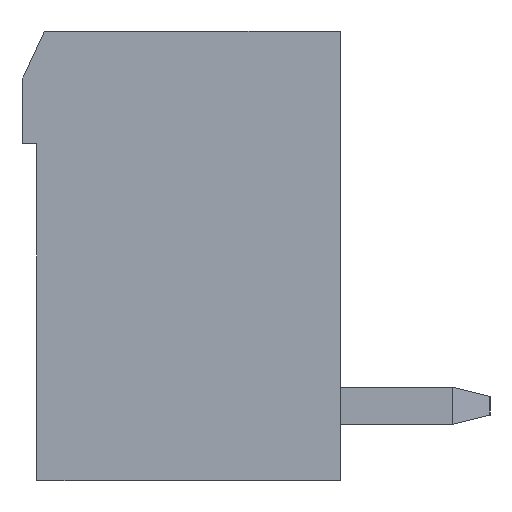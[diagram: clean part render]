
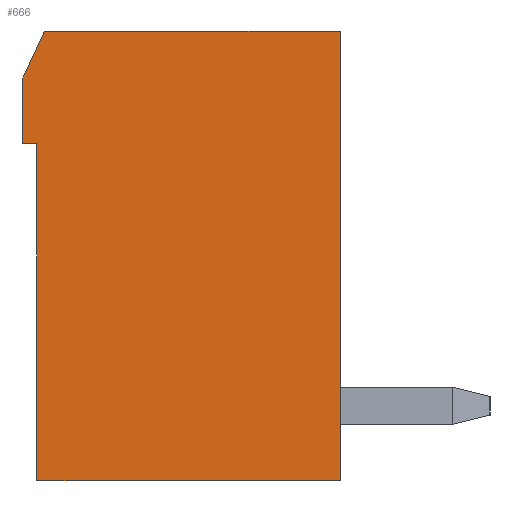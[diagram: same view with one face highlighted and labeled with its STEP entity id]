
A CAD part, left-side view. The second image highlights one B-rep face of the part: STEP entity #666.
In plain terms, the highlighted planar face has unit normal (-1, 0, 0).
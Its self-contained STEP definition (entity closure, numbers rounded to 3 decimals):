
#666 = ADVANCED_FACE( '', ( #1533 ), #1534, .F. );
#1533 = FACE_OUTER_BOUND( '', #2666, .T. );
#1534 = PLANE( '', #2667 );
#2666 = EDGE_LOOP( '', ( #4238, #4239, #4240, #4241, #4242, #4243, #4244 ) );
#2667 = AXIS2_PLACEMENT_3D( '', #4245, #4246, #4247 );
#4238 = ORIENTED_EDGE( '', *, *, #7350, .F. );
#4239 = ORIENTED_EDGE( '', *, *, #7351, .F. );
#4240 = ORIENTED_EDGE( '', *, *, #7352, .F. );
#4241 = ORIENTED_EDGE( '', *, *, #7353, .F. );
#4242 = ORIENTED_EDGE( '', *, *, #7354, .F. );
#4243 = ORIENTED_EDGE( '', *, *, #7003, .F. );
#4244 = ORIENTED_EDGE( '', *, *, #7355, .F. );
#4245 = CARTESIAN_POINT( '', ( -25., 0., 0. ) );
#4246 = DIRECTION( '', ( 1., 0., 0. ) );
#4247 = DIRECTION( '', ( 0., 0., -1. ) );
#7003 = EDGE_CURVE( '', #8398, #8400, #8401, .T. );
#7350 = EDGE_CURVE( '', #8991, #8992, #8993, .T. );
#7351 = EDGE_CURVE( '', #8994, #8991, #8995, .T. );
#7352 = EDGE_CURVE( '', #8996, #8994, #8997, .T. );
#7353 = EDGE_CURVE( '', #8998, #8996, #8999, .T. );
#7354 = EDGE_CURVE( '', #8400, #8998, #9000, .T. );
#7355 = EDGE_CURVE( '', #8992, #8398, #9001, .T. );
#8398 = VERTEX_POINT( '', #10446 );
#8400 = VERTEX_POINT( '', #10449 );
#8401 = LINE( '', #10450, #10451 );
#8991 = VERTEX_POINT( '', #11301 );
#8992 = VERTEX_POINT( '', #11302 );
#8993 = LINE( '', #11303, #11304 );
#8994 = VERTEX_POINT( '', #11305 );
#8995 = LINE( '', #11306, #11307 );
#8996 = VERTEX_POINT( '', #11308 );
#8997 = LINE( '', #11309, #11310 );
#8998 = VERTEX_POINT( '', #11311 );
#8999 = LINE( '', #11312, #11313 );
#9000 = LINE( '', #11314, #11315 );
#9001 = LINE( '', #11316, #11317 );
#10446 = CARTESIAN_POINT( '', ( -25., -4.25, -6. ) );
#10449 = CARTESIAN_POINT( '', ( -25., 3.85, -6. ) );
#10450 = CARTESIAN_POINT( '', ( -25., -4.25, -6. ) );
#10451 = VECTOR( '', #13449, 1000. );
#11301 = CARTESIAN_POINT( '', ( -25., 3.65, 6. ) );
#11302 = CARTESIAN_POINT( '', ( -25., -4.25, 6. ) );
#11303 = CARTESIAN_POINT( '', ( -25., 3.65, 6. ) );
#11304 = VECTOR( '', #13770, 1000. );
#11305 = CARTESIAN_POINT( '', ( -25., 4.25, 4.7 ) );
#11306 = CARTESIAN_POINT( '', ( -25., 4.25, 4.7 ) );
#11307 = VECTOR( '', #13771, 1000. );
#11308 = CARTESIAN_POINT( '', ( -25., 4.25, 3. ) );
#11309 = CARTESIAN_POINT( '', ( -25., 4.25, 3. ) );
#11310 = VECTOR( '', #13772, 1000. );
#11311 = CARTESIAN_POINT( '', ( -25., 3.85, 3. ) );
#11312 = CARTESIAN_POINT( '', ( -25., 3.85, 3. ) );
#11313 = VECTOR( '', #13773, 1000. );
#11314 = CARTESIAN_POINT( '', ( -25., 3.85, -6. ) );
#11315 = VECTOR( '', #13774, 1000. );
#11316 = CARTESIAN_POINT( '', ( -25., -4.25, 6. ) );
#11317 = VECTOR( '', #13775, 1000. );
#13449 = DIRECTION( '', ( 0., 1., 0. ) );
#13770 = DIRECTION( '', ( 0., -1., 0. ) );
#13771 = DIRECTION( '', ( 0., -0.419, 0.908 ) );
#13772 = DIRECTION( '', ( 0., 0., 1. ) );
#13773 = DIRECTION( '', ( 0., 1., 0. ) );
#13774 = DIRECTION( '', ( 0., 0., 1. ) );
#13775 = DIRECTION( '', ( 0., 0., -1. ) );
